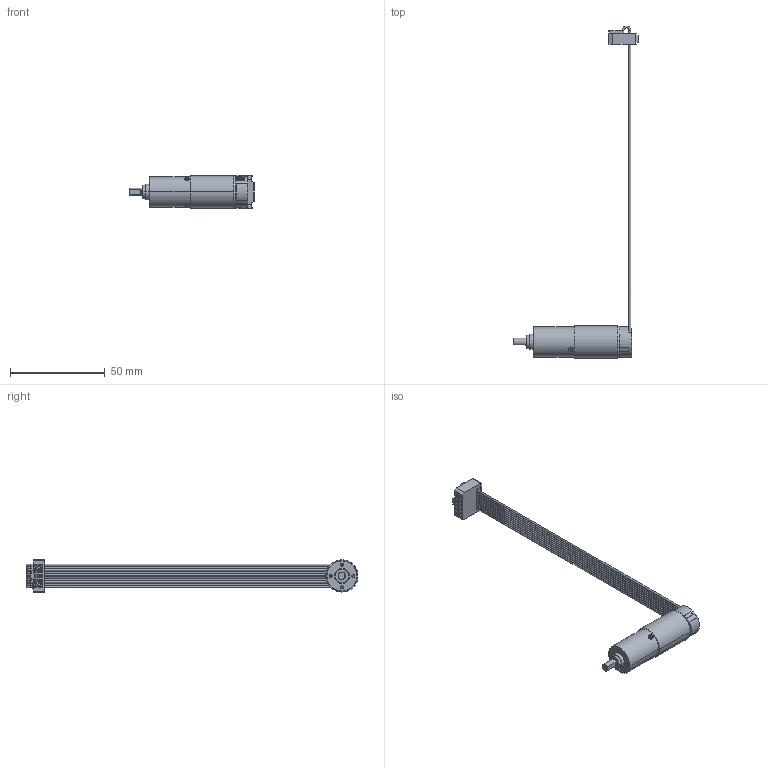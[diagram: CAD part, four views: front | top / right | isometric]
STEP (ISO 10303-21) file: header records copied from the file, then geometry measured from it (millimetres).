
FILE_DESCRIPTION((''),'2;1');
FILE_NAME('4696320000890_SW0001','2023-05-05T14:47:56',('BU5.RD'),(''),'CREO PARAMETRIC BY PTC INC, 2018100','CREO PARAMETRIC BY PTC INC, 2018100','');
FILE_SCHEMA(('CONFIG_CONTROL_DESIGN'));
Length unit declared in the file: millimetre
Products named in the file (1): 4696320000890_SW0001
Bounding box: 66 x 175.38 x 17.27 mm (x, y, z)
Volume: 13773.5 mm3; surface area: 9992.2 mm2
Topology: 1 solids, 1 shells, 503 faces, 1283 edges, 808 vertices
Faces by surface type: plane 309, cylinder 123, cone 33, torus 20, bspline 14, sphere 4
Entity records: 17039 total; most frequent: CARTESIAN_POINT 4972, ORIENTED_EDGE 2542, DIRECTION 2409, EDGE_CURVE 1271, VECTOR 851, LINE 851, VERTEX_POINT 808, AXIS2_PLACEMENT_3D 779
